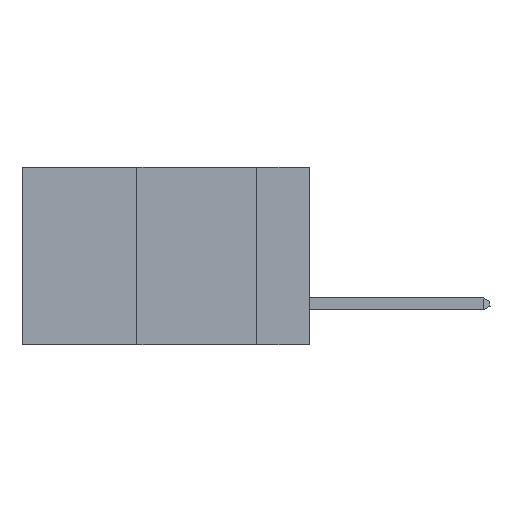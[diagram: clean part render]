
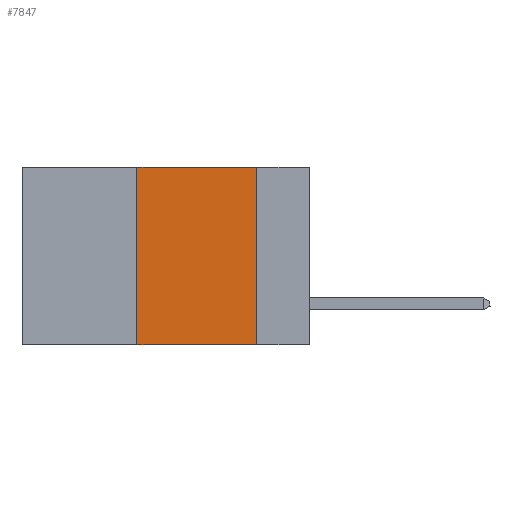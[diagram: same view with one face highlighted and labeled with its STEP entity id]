
A CAD part, left-side view. The second image highlights one B-rep face of the part: STEP entity #7847.
In plain terms, the highlighted planar face has unit normal (-1, 0, 0).
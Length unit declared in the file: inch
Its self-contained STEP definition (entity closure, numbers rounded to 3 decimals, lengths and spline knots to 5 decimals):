
#612 = CARTESIAN_POINT ( 'NONE',  ( 0., 0.11, 0. ) ) ;
#674 = VECTOR ( 'NONE', #20540, 39.37008 ) ;
#1728 = DIRECTION ( 'NONE',  ( 1., 0., 0. ) ) ;
#2254 = CARTESIAN_POINT ( 'NONE',  ( 0., 0.36, -0.37 ) ) ;
#2339 = AXIS2_PLACEMENT_3D ( 'NONE', #25491, #1728, #15493 ) ;
#2987 = VECTOR ( 'NONE', #17727, 39.37008 ) ;
#3048 = DIRECTION ( 'NONE',  ( 0., 0., 1. ) ) ;
#4921 = CARTESIAN_POINT ( 'NONE',  ( 0., 0.36, 0. ) ) ;
#4939 = CARTESIAN_POINT ( 'NONE',  ( 0., 0.6, 0. ) ) ;
#6911 = DIRECTION ( 'NONE',  ( 0., 0., -1. ) ) ;
#7348 = EDGE_LOOP ( 'NONE', ( #11471, #8331, #12751, #8267 ) ) ;
#7847 = ADVANCED_FACE ( 'NONE', ( #24052 ), #13494, .F. ) ;
#8267 = ORIENTED_EDGE ( 'NONE', *, *, #13619, .T. ) ;
#8268 = VERTEX_POINT ( 'NONE', #15444 ) ;
#8331 = ORIENTED_EDGE ( 'NONE', *, *, #23131, .F. ) ;
#10560 = VERTEX_POINT ( 'NONE', #2254 ) ;
#11471 = ORIENTED_EDGE ( 'NONE', *, *, #22640, .F. ) ;
#12751 = ORIENTED_EDGE ( 'NONE', *, *, #15913, .F. ) ;
#12936 = LINE ( 'NONE', #4921, #15707 ) ;
#13494 = PLANE ( 'NONE',  #2339 ) ;
#13619 = EDGE_CURVE ( 'NONE', #10560, #8268, #21179, .T. ) ;
#13844 = LINE ( 'NONE', #18888, #14459 ) ;
#14459 = VECTOR ( 'NONE', #6911, 39.37008 ) ;
#15444 = CARTESIAN_POINT ( 'NONE',  ( 0., 0.11, -0.37 ) ) ;
#15493 = DIRECTION ( 'NONE',  ( 0., 0., -1. ) ) ;
#15707 = VECTOR ( 'NONE', #3048, 39.37008 ) ;
#15913 = EDGE_CURVE ( 'NONE', #10560, #24454, #12936, .T. ) ;
#16709 = CARTESIAN_POINT ( 'NONE',  ( 0., 0.36, 0. ) ) ;
#17310 = CARTESIAN_POINT ( 'NONE',  ( 0., 0.6, -0.37 ) ) ;
#17727 = DIRECTION ( 'NONE',  ( 0., -1., 0. ) ) ;
#18888 = CARTESIAN_POINT ( 'NONE',  ( 0., 0.11, 0. ) ) ;
#20540 = DIRECTION ( 'NONE',  ( 0., -1., 0. ) ) ;
#21179 = LINE ( 'NONE', #17310, #2987 ) ;
#22275 = VERTEX_POINT ( 'NONE', #612 ) ;
#22640 = EDGE_CURVE ( 'NONE', #22275, #8268, #13844, .T. ) ;
#23131 = EDGE_CURVE ( 'NONE', #24454, #22275, #23501, .T. ) ;
#23501 = LINE ( 'NONE', #4939, #674 ) ;
#24052 = FACE_OUTER_BOUND ( 'NONE', #7348, .T. ) ;
#24454 = VERTEX_POINT ( 'NONE', #16709 ) ;
#25491 = CARTESIAN_POINT ( 'NONE',  ( 0., 0.6, 0. ) ) ;
